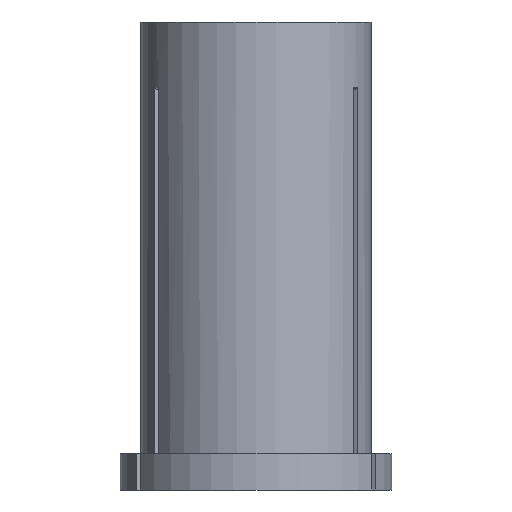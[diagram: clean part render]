
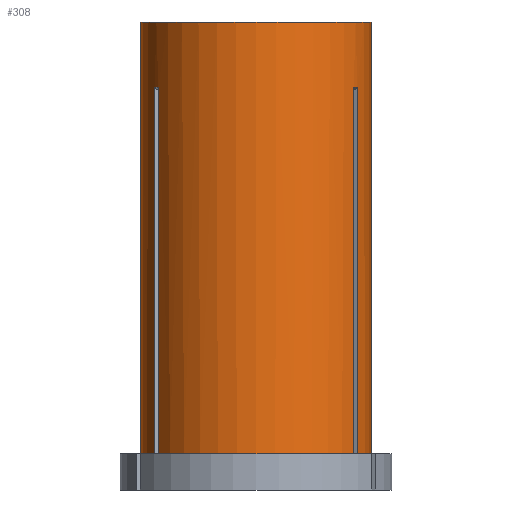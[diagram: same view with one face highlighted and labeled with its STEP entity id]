
A CAD part, front view. The second image highlights one B-rep face of the part: STEP entity #308.
In plain terms, the highlighted cylindrical face has radius 15.875 mm (diameter 31.75 mm), a partial arc.
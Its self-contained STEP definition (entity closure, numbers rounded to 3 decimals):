
#3 = CIRCLE ( 'NONE', #203, 15.875 ) ;
#5 = VECTOR ( 'NONE', #415, 1000. ) ;
#9 = CARTESIAN_POINT ( 'NONE',  ( 13.491, -8.367, -9.006 ) ) ;
#23 = ORIENTED_EDGE ( 'NONE', *, *, #680, .T. ) ;
#27 = CARTESIAN_POINT ( 'NONE',  ( -13.491, -8.367, -9.006 ) ) ;
#34 = EDGE_CURVE ( 'NONE', #713, #699, #478, .T. ) ;
#46 = VERTEX_POINT ( 'NONE', #535 ) ;
#68 = VERTEX_POINT ( 'NONE', #183 ) ;
#91 = CARTESIAN_POINT ( 'NONE',  ( -13.831, -7.794, -9. ) ) ;
#93 = LINE ( 'NONE', #683, #5 ) ;
#117 = LINE ( 'NONE', #244, #537 ) ;
#118 = VERTEX_POINT ( 'NONE', #555 ) ;
#119 = AXIS2_PLACEMENT_3D ( 'NONE', #804, #670, #242 ) ;
#122 = CARTESIAN_POINT ( 'NONE',  ( -13.491, -8.367, -59.6 ) ) ;
#124 = DIRECTION ( 'NONE',  ( 1., 0., 0. ) ) ;
#128 = ORIENTED_EDGE ( 'NONE', *, *, #777, .T. ) ;
#137 = ORIENTED_EDGE ( 'NONE', *, *, #34, .F. ) ;
#141 = CARTESIAN_POINT ( 'NONE',  ( 13.991, -7.501, -9.006 ) ) ;
#157 = ORIENTED_EDGE ( 'NONE', *, *, #315, .F. ) ;
#159 = ORIENTED_EDGE ( 'NONE', *, *, #558, .F. ) ;
#162 = CARTESIAN_POINT ( 'NONE',  ( 0., 0., -59.6 ) ) ;
#166 = ORIENTED_EDGE ( 'NONE', *, *, #872, .T. ) ;
#179 = DIRECTION ( 'NONE',  ( 0., 0., 1. ) ) ;
#183 = CARTESIAN_POINT ( 'NONE',  ( 15.875, 0., -59.6 ) ) ;
#186 = CYLINDRICAL_SURFACE ( 'NONE', #744, 15.875 ) ;
#192 = VERTEX_POINT ( 'NONE', #888 ) ;
#197 = VECTOR ( 'NONE', #812, 1000. ) ;
#199 = EDGE_LOOP ( 'NONE', ( #200, #673, #583, #23, #137, #464, #300, #166, #159, #128, #542, #157 ) ) ;
#200 = ORIENTED_EDGE ( 'NONE', *, *, #813, .F. ) ;
#203 = AXIS2_PLACEMENT_3D ( 'NONE', #303, #306, #794 ) ;
#204 = CARTESIAN_POINT ( 'NONE',  ( -13.991, -7.501, -9.006 ) ) ;
#230 = CARTESIAN_POINT ( 'NONE',  ( -13.664, -8.083, -9. ) ) ;
#240 = B_SPLINE_CURVE_WITH_KNOTS ( 'NONE', 3,
 ( #9, #284, #638, #280, #141 ),
 .UNSPECIFIED., .F., .F.,
 ( 4, 1, 4 ),
 ( 0.098, 0.098, 0.099 ),
 .UNSPECIFIED. ) ;
#242 = DIRECTION ( 'NONE',  ( 1., 0., 0. ) ) ;
#244 = CARTESIAN_POINT ( 'NONE',  ( 13.991, -7.501, 0. ) ) ;
#252 = CARTESIAN_POINT ( 'NONE',  ( 0., 0., 0. ) ) ;
#259 = VECTOR ( 'NONE', #660, 1000. ) ;
#280 = CARTESIAN_POINT ( 'NONE',  ( 13.913, -7.647, -9.002 ) ) ;
#284 = CARTESIAN_POINT ( 'NONE',  ( 13.58, -8.224, -9.002 ) ) ;
#300 = ORIENTED_EDGE ( 'NONE', *, *, #708, .T. ) ;
#301 = CARTESIAN_POINT ( 'NONE',  ( -13.991, -7.501, -9.006 ) ) ;
#303 = CARTESIAN_POINT ( 'NONE',  ( 0., 0., -59.6 ) ) ;
#306 = DIRECTION ( 'NONE',  ( 0., 0., 1. ) ) ;
#308 = ADVANCED_FACE ( 'NONE', ( #790 ), #186, .T. ) ;
#309 = CIRCLE ( 'NONE', #771, 15.875 ) ;
#311 = CARTESIAN_POINT ( 'NONE',  ( -13.491, -8.367, 0. ) ) ;
#315 = EDGE_CURVE ( 'NONE', #610, #339, #309, .T. ) ;
#325 = CARTESIAN_POINT ( 'NONE',  ( 0., 0., 0. ) ) ;
#337 = CARTESIAN_POINT ( 'NONE',  ( -13.991, -7.501, -59.6 ) ) ;
#339 = VERTEX_POINT ( 'NONE', #749 ) ;
#372 = CARTESIAN_POINT ( 'NONE',  ( 13.491, -8.367, 0. ) ) ;
#375 = AXIS2_PLACEMENT_3D ( 'NONE', #162, #879, #809 ) ;
#380 = DIRECTION ( 'NONE',  ( 0., 0., 1. ) ) ;
#382 = VERTEX_POINT ( 'NONE', #470 ) ;
#407 = CARTESIAN_POINT ( 'NONE',  ( -13.491, -8.367, -9.006 ) ) ;
#415 = DIRECTION ( 'NONE',  ( 0., 0., 1. ) ) ;
#430 = DIRECTION ( 'NONE',  ( 0., 0., 1. ) ) ;
#464 = ORIENTED_EDGE ( 'NONE', *, *, #798, .T. ) ;
#470 = CARTESIAN_POINT ( 'NONE',  ( 13.991, -7.501, -9.006 ) ) ;
#478 = LINE ( 'NONE', #311, #197 ) ;
#494 = VECTOR ( 'NONE', #430, 1000. ) ;
#510 = CARTESIAN_POINT ( 'NONE',  ( 13.991, -7.501, -59.6 ) ) ;
#516 = CARTESIAN_POINT ( 'NONE',  ( -13.991, -7.501, 0. ) ) ;
#532 = CARTESIAN_POINT ( 'NONE',  ( -15.875, 0., 0. ) ) ;
#535 = CARTESIAN_POINT ( 'NONE',  ( 13.491, -8.367, -9.006 ) ) ;
#537 = VECTOR ( 'NONE', #179, 1000. ) ;
#542 = ORIENTED_EDGE ( 'NONE', *, *, #560, .T. ) ;
#555 = CARTESIAN_POINT ( 'NONE',  ( 13.491, -8.367, -59.6 ) ) ;
#556 = DIRECTION ( 'NONE',  ( 1., 0., 0. ) ) ;
#558 = EDGE_CURVE ( 'NONE', #641, #382, #117, .T. ) ;
#560 = EDGE_CURVE ( 'NONE', #68, #339, #93, .T. ) ;
#581 = CIRCLE ( 'NONE', #375, 15.875 ) ;
#582 = VERTEX_POINT ( 'NONE', #337 ) ;
#583 = ORIENTED_EDGE ( 'NONE', *, *, #765, .T. ) ;
#605 = VERTEX_POINT ( 'NONE', #204 ) ;
#607 = LINE ( 'NONE', #516, #259 ) ;
#610 = VERTEX_POINT ( 'NONE', #718 ) ;
#631 = CIRCLE ( 'NONE', #119, 15.875 ) ;
#638 = CARTESIAN_POINT ( 'NONE',  ( 13.751, -7.938, -8.998 ) ) ;
#641 = VERTEX_POINT ( 'NONE', #510 ) ;
#651 = VECTOR ( 'NONE', #380, 1000. ) ;
#660 = DIRECTION ( 'NONE',  ( 0., 0., 1. ) ) ;
#670 = DIRECTION ( 'NONE',  ( 0., 0., 1. ) ) ;
#673 = ORIENTED_EDGE ( 'NONE', *, *, #834, .T. ) ;
#674 = B_SPLINE_CURVE_WITH_KNOTS ( 'NONE', 3,
 ( #301, #859, #91, #230, #723, #27 ),
 .UNSPECIFIED., .F., .F.,
 ( 4, 2, 4 ),
 ( 0.089, 0.09, 0.09 ),
 .UNSPECIFIED. ) ;
#680 = EDGE_CURVE ( 'NONE', #605, #699, #674, .T. ) ;
#683 = CARTESIAN_POINT ( 'NONE',  ( 15.875, 0., 0. ) ) ;
#699 = VERTEX_POINT ( 'NONE', #407 ) ;
#708 = EDGE_CURVE ( 'NONE', #118, #46, #711, .T. ) ;
#711 = LINE ( 'NONE', #372, #494 ) ;
#713 = VERTEX_POINT ( 'NONE', #122 ) ;
#718 = CARTESIAN_POINT ( 'NONE',  ( -15.875, 0., 0. ) ) ;
#723 = CARTESIAN_POINT ( 'NONE',  ( -13.579, -8.226, -9.002 ) ) ;
#744 = AXIS2_PLACEMENT_3D ( 'NONE', #252, #874, #556 ) ;
#749 = CARTESIAN_POINT ( 'NONE',  ( 15.875, 0., 0. ) ) ;
#765 = EDGE_CURVE ( 'NONE', #582, #605, #607, .T. ) ;
#771 = AXIS2_PLACEMENT_3D ( 'NONE', #325, #814, #124 ) ;
#777 = EDGE_CURVE ( 'NONE', #641, #68, #631, .T. ) ;
#779 = LINE ( 'NONE', #532, #651 ) ;
#790 = FACE_OUTER_BOUND ( 'NONE', #199, .T. ) ;
#794 = DIRECTION ( 'NONE',  ( 1., 0., 0. ) ) ;
#798 = EDGE_CURVE ( 'NONE', #713, #118, #3, .T. ) ;
#804 = CARTESIAN_POINT ( 'NONE',  ( 0., 0., -59.6 ) ) ;
#809 = DIRECTION ( 'NONE',  ( 1., 0., 0. ) ) ;
#812 = DIRECTION ( 'NONE',  ( 0., 0., 1. ) ) ;
#813 = EDGE_CURVE ( 'NONE', #192, #610, #779, .T. ) ;
#814 = DIRECTION ( 'NONE',  ( 0., 0., 1. ) ) ;
#834 = EDGE_CURVE ( 'NONE', #192, #582, #581, .T. ) ;
#859 = CARTESIAN_POINT ( 'NONE',  ( -13.912, -7.648, -9.002 ) ) ;
#872 = EDGE_CURVE ( 'NONE', #46, #382, #240, .T. ) ;
#874 = DIRECTION ( 'NONE',  ( 0., 0., 1. ) ) ;
#879 = DIRECTION ( 'NONE',  ( 0., 0., 1. ) ) ;
#888 = CARTESIAN_POINT ( 'NONE',  ( -15.875, 0., -59.6 ) ) ;
